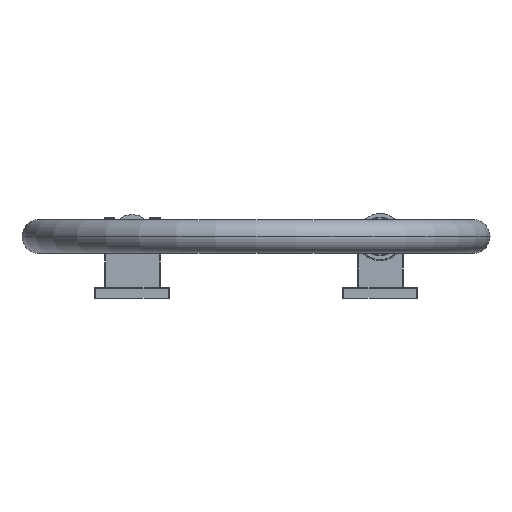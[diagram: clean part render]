
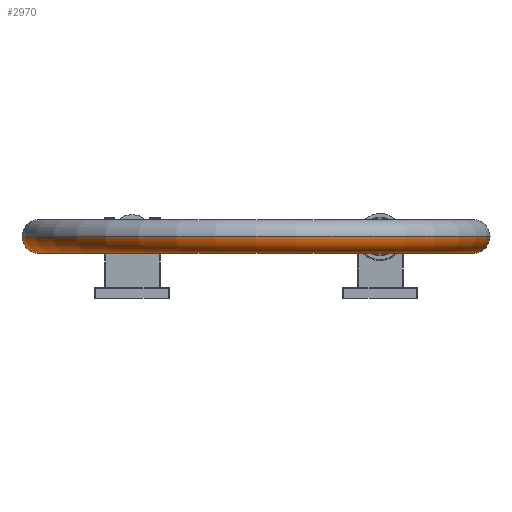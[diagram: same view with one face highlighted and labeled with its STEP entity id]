
A CAD part, front view. The second image highlights one B-rep face of the part: STEP entity #2970.
In plain terms, the highlighted toroidal (fillet/blend) face has major radius 175 mm and minor radius 13.6 mm.
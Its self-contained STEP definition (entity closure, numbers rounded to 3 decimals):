
#40 = CARTESIAN_POINT ( 'NONE',  ( 61.4, -749., 0. ) ) ;
#115 = CARTESIAN_POINT ( 'NONE',  ( 88.6, -749., 0. ) ) ;
#158 = CARTESIAN_POINT ( 'NONE',  ( -100., -749., 0. ) ) ;
#173 = ORIENTED_EDGE ( 'NONE', *, *, #2678, .T. ) ;
#207 = DIRECTION ( 'NONE',  ( 0., 1., 0. ) ) ;
#256 = CARTESIAN_POINT ( 'NONE',  ( -100., -749., 0. ) ) ;
#288 = CIRCLE ( 'NONE', #1383, 13.6 ) ;
#433 = DIRECTION ( 'NONE',  ( -1., 0., 0. ) ) ;
#520 = EDGE_CURVE ( 'NONE', #1229, #1477, #288, .T. ) ;
#763 = DIRECTION ( 'NONE',  ( 0., 0., -1. ) ) ;
#777 = VERTEX_POINT ( 'NONE', #1186 ) ;
#867 = CIRCLE ( 'NONE', #2896, 188.6 ) ;
#890 = AXIS2_PLACEMENT_3D ( 'NONE', #158, #1251, #433 ) ;
#985 = CARTESIAN_POINT ( 'NONE',  ( -275., -749., 0. ) ) ;
#1138 = CARTESIAN_POINT ( 'NONE',  ( -100., -749., 0. ) ) ;
#1186 = CARTESIAN_POINT ( 'NONE',  ( -261.4, -749., 0. ) ) ;
#1229 = VERTEX_POINT ( 'NONE', #40 ) ;
#1251 = DIRECTION ( 'NONE',  ( 0., 0., -1. ) ) ;
#1332 = ORIENTED_EDGE ( 'NONE', *, *, #520, .F. ) ;
#1383 = AXIS2_PLACEMENT_3D ( 'NONE', #2696, #207, #3462 ) ;
#1477 = VERTEX_POINT ( 'NONE', #115 ) ;
#1481 = DIRECTION ( 'NONE',  ( -1., 0., 0. ) ) ;
#1522 = ORIENTED_EDGE ( 'NONE', *, *, #2275, .T. ) ;
#1631 = DIRECTION ( 'NONE',  ( -1., 0., 0. ) ) ;
#1660 = EDGE_LOOP ( 'NONE', ( #1758, #1332, #173, #1522 ) ) ;
#1758 = ORIENTED_EDGE ( 'NONE', *, *, #2369, .F. ) ;
#1908 = CIRCLE ( 'NONE', #3190, 13.6 ) ;
#1975 = FACE_OUTER_BOUND ( 'NONE', #1660, .T. ) ;
#2171 = DIRECTION ( 'NONE',  ( 0., 0., -1. ) ) ;
#2275 = EDGE_CURVE ( 'NONE', #777, #3519, #1908, .T. ) ;
#2369 = EDGE_CURVE ( 'NONE', #1477, #3519, #867, .T. ) ;
#2673 = DIRECTION ( 'NONE',  ( 0., -1., 0. ) ) ;
#2678 = EDGE_CURVE ( 'NONE', #1229, #777, #3030, .T. ) ;
#2696 = CARTESIAN_POINT ( 'NONE',  ( 75., -749., 0. ) ) ;
#2745 = TOROIDAL_SURFACE ( 'NONE', #3213, 175., 13.6 ) ;
#2896 = AXIS2_PLACEMENT_3D ( 'NONE', #256, #2171, #1631 ) ;
#2969 = CARTESIAN_POINT ( 'NONE',  ( -288.6, -749., 0. ) ) ;
#2970 = ADVANCED_FACE ( 'NONE', ( #1975 ), #2745, .T. ) ;
#3030 = CIRCLE ( 'NONE', #890, 161.4 ) ;
#3109 = DIRECTION ( 'NONE',  ( 0., 0., -1. ) ) ;
#3190 = AXIS2_PLACEMENT_3D ( 'NONE', #985, #2673, #763 ) ;
#3213 = AXIS2_PLACEMENT_3D ( 'NONE', #1138, #3109, #1481 ) ;
#3462 = DIRECTION ( 'NONE',  ( -1., 0., 0. ) ) ;
#3519 = VERTEX_POINT ( 'NONE', #2969 ) ;
